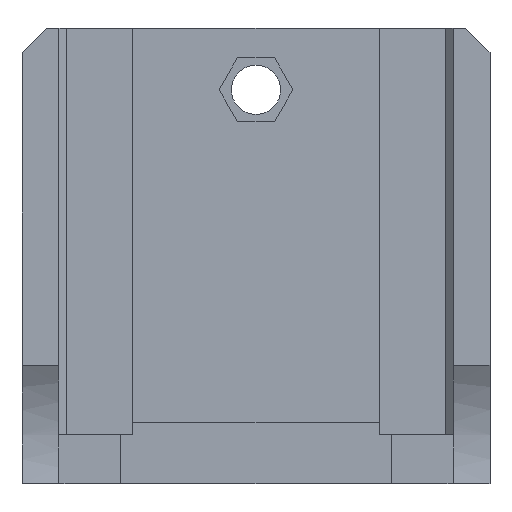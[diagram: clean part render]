
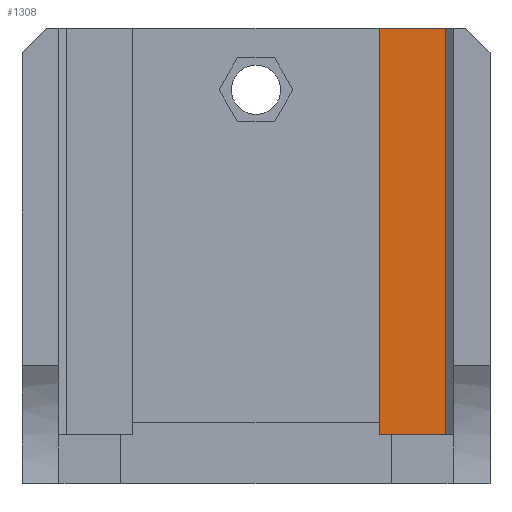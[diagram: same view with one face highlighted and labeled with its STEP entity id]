
A CAD part, front view. The second image highlights one B-rep face of the part: STEP entity #1308.
In plain terms, the highlighted planar face has unit normal (0, -1, 0).
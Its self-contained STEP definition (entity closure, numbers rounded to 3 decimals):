
#44 = PLANE('',#45);
#45 = AXIS2_PLACEMENT_3D('',#46,#47,#48);
#46 = CARTESIAN_POINT('',(-19.,10.,104.));
#47 = DIRECTION('',(0.,0.,1.));
#48 = DIRECTION('',(1.,0.,0.));
#461 = VERTEX_POINT('',#462);
#462 = CARTESIAN_POINT('',(10.,16.,104.));
#475 = PLANE('',#476);
#476 = AXIS2_PLACEMENT_3D('',#477,#478,#479);
#477 = CARTESIAN_POINT('',(10.,-44.,71.));
#478 = DIRECTION('',(1.,0.,0.));
#479 = DIRECTION('',(0.,0.,1.));
#486 = EDGE_CURVE('',#487,#461,#489,.T.);
#487 = VERTEX_POINT('',#488);
#488 = CARTESIAN_POINT('',(15.4,16.,104.));
#489 = SURFACE_CURVE('',#490,(#494,#500),.PCURVE_S1.);
#490 = LINE('',#491,#492);
#491 = CARTESIAN_POINT('',(-4.5,16.,104.));
#492 = VECTOR('',#493,1.);
#493 = DIRECTION('',(-1.,0.,0.));
#494 = PCURVE('',#44,#495);
#495 = DEFINITIONAL_REPRESENTATION('',(#496),#499);
#496 = B_SPLINE_CURVE_WITH_KNOTS('',1,(#497,#498),.UNSPECIFIED.,.F.,.F.,
  (2,2),(-20.5,-14.5),.PIECEWISE_BEZIER_KNOTS.);
#497 = CARTESIAN_POINT('',(35.,6.));
#498 = CARTESIAN_POINT('',(29.,6.));
#499 = ( GEOMETRIC_REPRESENTATION_CONTEXT(2) 
PARAMETRIC_REPRESENTATION_CONTEXT() REPRESENTATION_CONTEXT('2D SPACE',''
  ) );
#500 = PCURVE('',#501,#506);
#501 = PLANE('',#502);
#502 = AXIS2_PLACEMENT_3D('',#503,#504,#505);
#503 = CARTESIAN_POINT('',(10.,16.,71.));
#504 = DIRECTION('',(0.,1.,0.));
#505 = DIRECTION('',(0.,0.,1.));
#506 = DEFINITIONAL_REPRESENTATION('',(#507),#510);
#507 = B_SPLINE_CURVE_WITH_KNOTS('',1,(#508,#509),.UNSPECIFIED.,.F.,.F.,
  (2,2),(-20.5,-14.5),.PIECEWISE_BEZIER_KNOTS.);
#508 = CARTESIAN_POINT('',(33.,6.));
#509 = CARTESIAN_POINT('',(33.,0.));
#510 = ( GEOMETRIC_REPRESENTATION_CONTEXT(2) 
PARAMETRIC_REPRESENTATION_CONTEXT() REPRESENTATION_CONTEXT('2D SPACE',''
  ) );
#528 = PLANE('',#529);
#529 = AXIS2_PLACEMENT_3D('',#530,#531,#532);
#530 = CARTESIAN_POINT('',(15.7,15.7,71.));
#531 = DIRECTION('',(0.707,0.707,0.));
#532 = DIRECTION('',(0.,0.,-1.));
#1107 = PLANE('',#1108);
#1108 = AXIS2_PLACEMENT_3D('',#1109,#1110,#1111);
#1109 = CARTESIAN_POINT('',(10.,-44.,71.));
#1110 = DIRECTION('',(0.,0.,1.));
#1111 = DIRECTION('',(1.,0.,0.));
#1264 = VERTEX_POINT('',#1265);
#1265 = CARTESIAN_POINT('',(15.4,16.,71.));
#1288 = EDGE_CURVE('',#1264,#487,#1289,.T.);
#1289 = SURFACE_CURVE('',#1290,(#1294,#1301),.PCURVE_S1.);
#1290 = LINE('',#1291,#1292);
#1291 = CARTESIAN_POINT('',(15.4,16.,71.));
#1292 = VECTOR('',#1293,1.);
#1293 = DIRECTION('',(0.,0.,1.));
#1294 = PCURVE('',#528,#1295);
#1295 = DEFINITIONAL_REPRESENTATION('',(#1296),#1300);
#1296 = LINE('',#1297,#1298);
#1297 = CARTESIAN_POINT('',(-0.,0.424));
#1298 = VECTOR('',#1299,1.);
#1299 = DIRECTION('',(-1.,0.));
#1300 = ( GEOMETRIC_REPRESENTATION_CONTEXT(2) 
PARAMETRIC_REPRESENTATION_CONTEXT() REPRESENTATION_CONTEXT('2D SPACE',''
  ) );
#1301 = PCURVE('',#501,#1302);
#1302 = DEFINITIONAL_REPRESENTATION('',(#1303),#1307);
#1303 = LINE('',#1304,#1305);
#1304 = CARTESIAN_POINT('',(0.,5.4));
#1305 = VECTOR('',#1306,1.);
#1306 = DIRECTION('',(1.,0.));
#1307 = ( GEOMETRIC_REPRESENTATION_CONTEXT(2) 
PARAMETRIC_REPRESENTATION_CONTEXT() REPRESENTATION_CONTEXT('2D SPACE',''
  ) );
#1308 = ADVANCED_FACE('',(#1309),#501,.F.);
#1309 = FACE_BOUND('',#1310,.F.);
#1310 = EDGE_LOOP('',(#1311,#1312,#1313,#1336));
#1311 = ORIENTED_EDGE('',*,*,#486,.F.);
#1312 = ORIENTED_EDGE('',*,*,#1288,.F.);
#1313 = ORIENTED_EDGE('',*,*,#1314,.F.);
#1314 = EDGE_CURVE('',#1315,#1264,#1317,.T.);
#1315 = VERTEX_POINT('',#1316);
#1316 = CARTESIAN_POINT('',(10.,16.,71.));
#1317 = SURFACE_CURVE('',#1318,(#1322,#1329),.PCURVE_S1.);
#1318 = LINE('',#1319,#1320);
#1319 = CARTESIAN_POINT('',(10.,16.,71.));
#1320 = VECTOR('',#1321,1.);
#1321 = DIRECTION('',(1.,0.,0.));
#1322 = PCURVE('',#501,#1323);
#1323 = DEFINITIONAL_REPRESENTATION('',(#1324),#1328);
#1324 = LINE('',#1325,#1326);
#1325 = CARTESIAN_POINT('',(0.,0.));
#1326 = VECTOR('',#1327,1.);
#1327 = DIRECTION('',(0.,1.));
#1328 = ( GEOMETRIC_REPRESENTATION_CONTEXT(2) 
PARAMETRIC_REPRESENTATION_CONTEXT() REPRESENTATION_CONTEXT('2D SPACE',''
  ) );
#1329 = PCURVE('',#1107,#1330);
#1330 = DEFINITIONAL_REPRESENTATION('',(#1331),#1335);
#1331 = LINE('',#1332,#1333);
#1332 = CARTESIAN_POINT('',(0.,60.));
#1333 = VECTOR('',#1334,1.);
#1334 = DIRECTION('',(1.,0.));
#1335 = ( GEOMETRIC_REPRESENTATION_CONTEXT(2) 
PARAMETRIC_REPRESENTATION_CONTEXT() REPRESENTATION_CONTEXT('2D SPACE',''
  ) );
#1336 = ORIENTED_EDGE('',*,*,#1337,.T.);
#1337 = EDGE_CURVE('',#1315,#461,#1338,.T.);
#1338 = SURFACE_CURVE('',#1339,(#1343,#1350),.PCURVE_S1.);
#1339 = LINE('',#1340,#1341);
#1340 = CARTESIAN_POINT('',(10.,16.,71.));
#1341 = VECTOR('',#1342,1.);
#1342 = DIRECTION('',(0.,0.,1.));
#1343 = PCURVE('',#501,#1344);
#1344 = DEFINITIONAL_REPRESENTATION('',(#1345),#1349);
#1345 = LINE('',#1346,#1347);
#1346 = CARTESIAN_POINT('',(0.,0.));
#1347 = VECTOR('',#1348,1.);
#1348 = DIRECTION('',(1.,0.));
#1349 = ( GEOMETRIC_REPRESENTATION_CONTEXT(2) 
PARAMETRIC_REPRESENTATION_CONTEXT() REPRESENTATION_CONTEXT('2D SPACE',''
  ) );
#1350 = PCURVE('',#475,#1351);
#1351 = DEFINITIONAL_REPRESENTATION('',(#1352),#1356);
#1352 = LINE('',#1353,#1354);
#1353 = CARTESIAN_POINT('',(0.,-60.));
#1354 = VECTOR('',#1355,1.);
#1355 = DIRECTION('',(1.,0.));
#1356 = ( GEOMETRIC_REPRESENTATION_CONTEXT(2) 
PARAMETRIC_REPRESENTATION_CONTEXT() REPRESENTATION_CONTEXT('2D SPACE',''
  ) );
